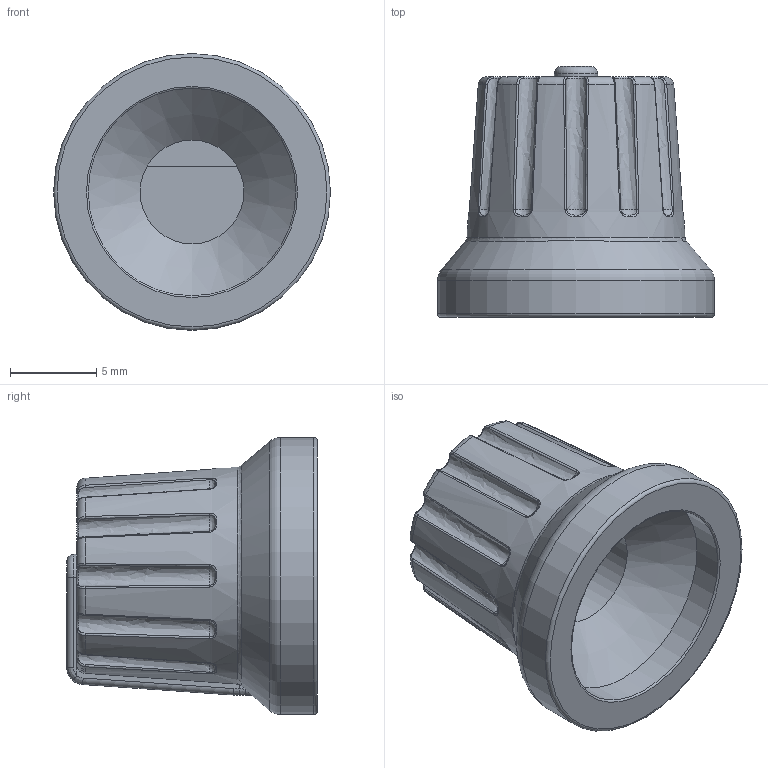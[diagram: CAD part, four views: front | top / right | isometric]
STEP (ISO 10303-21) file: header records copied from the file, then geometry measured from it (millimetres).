
FILE_DESCRIPTION(/* description */ (''),/* implementation_level */ '2;1');
FILE_NAME(/* name */ 'Rotary Knob.step',/* time_stamp */ '2023-04-09T17:36:18-06:00',/* author */ (''),/* organization */ (''),/* preprocessor_version */ 'ST-DEVELOPER v19.2',/* originating_system */ 'Autodesk Translation Framework v12.4.0.73',/* authorisation */ '');
FILE_SCHEMA (('AUTOMOTIVE_DESIGN { 1 0 10303 214 3 1 1 }'));
Length unit declared in the file: millimetre
Products named in the file (1): Knob (1)
Bounding box: 16 x 14.5 x 16 mm (x, y, z)
Volume: 1306.7 mm3; surface area: 1171.8 mm2
Topology: 1 solids, 1 shells, 177 faces, 416 edges, 242 vertices
Faces by surface type: bspline 109, torus 28, plane 25, cylinder 12, cone 3
Full cylindrical faces by diameter (mm): 12 x1, 16 x1
Entity records: 8145 total; most frequent: CARTESIAN_POINT 4631, ORIENTED_EDGE 832, DIRECTION 546, EDGE_CURVE 416, AXIS2_PLACEMENT_3D 258, VERTEX_POINT 242, B_SPLINE_CURVE_WITH_KNOTS 192, EDGE_LOOP 178
